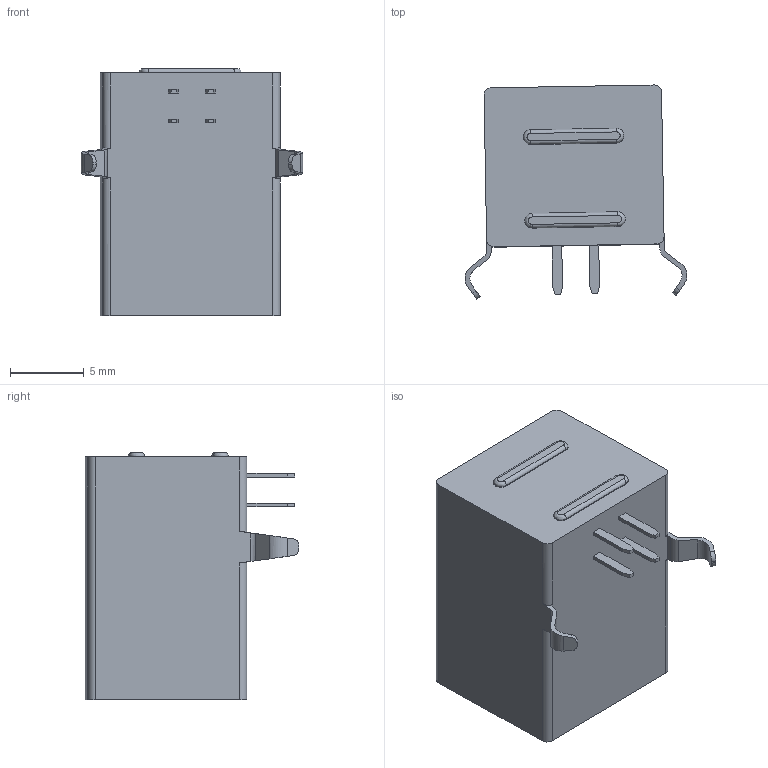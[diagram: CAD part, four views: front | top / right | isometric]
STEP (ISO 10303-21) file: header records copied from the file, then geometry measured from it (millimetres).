
FILE_DESCRIPTION(/* description */ (''),/* implementation_level */ '2;1');
FILE_NAME(/* name */ '240 12.stp',/* time_stamp */ '2018-11-28T10:25:29+08:00',/* author */ (''),/* organization */ (''),/* preprocessor_version */ 'ST-DEVELOPER v11',/* originating_system */ 'SIEMENS UGS NX 6.0',/* authorisation */ '');
FILE_SCHEMA (('CONFIG_CONTROL_DESIGN'));
Length unit declared in the file: millimetre
Products named in the file (1): model10
Bounding box: 15 x 14.46 x 16.7 mm (x, y, z)
Volume: 1779.7 mm3; surface area: 1517.6 mm2
Topology: 1 solids, 1 shells, 199 faces, 544 edges, 358 vertices
Faces by surface type: plane 151, cylinder 44, bspline 4
Entity records: 6441 total; most frequent: CARTESIAN_POINT 1231, ORIENTED_EDGE 1088, DIRECTION 1023, EDGE_CURVE 544, LINE 443, VECTOR 443, VERTEX_POINT 358, AXIS2_PLACEMENT_3D 290
